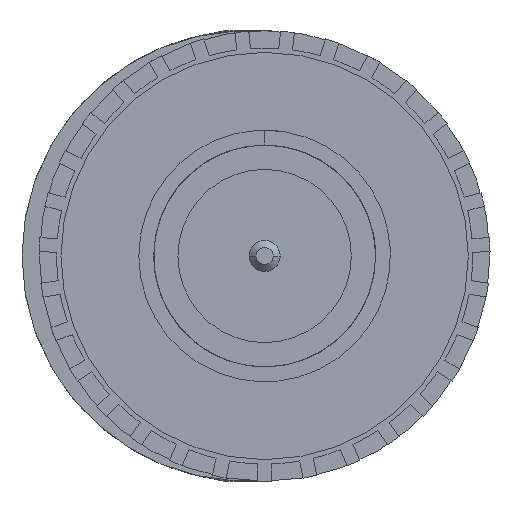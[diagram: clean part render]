
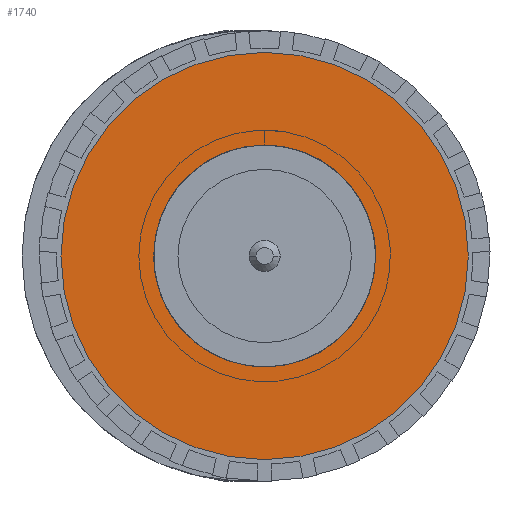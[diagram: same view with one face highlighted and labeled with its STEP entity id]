
A CAD part, front view. The second image highlights one B-rep face of the part: STEP entity #1740.
In plain terms, the highlighted planar face has unit normal (0, -1, 0).
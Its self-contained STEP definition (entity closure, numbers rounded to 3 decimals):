
#564 = CIRCLE ( 'NONE', #7848, 5.875 ) ;
#659 = CIRCLE ( 'NONE', #5080, 3.2 ) ;
#770 = EDGE_CURVE ( 'NONE', #5162, #3287, #659, .T. ) ;
#875 = CARTESIAN_POINT ( 'NONE',  ( 0., -8.7, 0. ) ) ;
#879 = AXIS2_PLACEMENT_3D ( 'NONE', #979, #8457, #1010 ) ;
#924 = ORIENTED_EDGE ( 'NONE', *, *, #6531, .T. ) ;
#979 = CARTESIAN_POINT ( 'NONE',  ( 0., -8.7, 0. ) ) ;
#1010 = DIRECTION ( 'NONE',  ( 0., 0., -1. ) ) ;
#1575 = DIRECTION ( 'NONE',  ( 0., 0., -1. ) ) ;
#1659 = AXIS2_PLACEMENT_3D ( 'NONE', #875, #5846, #1575 ) ;
#1740 = ADVANCED_FACE ( 'NONE', ( #2956, #4857 ), #7376, .T. ) ;
#2005 = DIRECTION ( 'NONE',  ( 0., -1., 0. ) ) ;
#2087 = VERTEX_POINT ( 'NONE', #7263 ) ;
#2315 = EDGE_LOOP ( 'NONE', ( #6591, #8328 ) ) ;
#2599 = CARTESIAN_POINT ( 'NONE',  ( 0., -8.7, 0. ) ) ;
#2848 = DIRECTION ( 'NONE',  ( 0., 0., -1. ) ) ;
#2956 = FACE_BOUND ( 'NONE', #2315, .T. ) ;
#3287 = VERTEX_POINT ( 'NONE', #8571 ) ;
#3751 = EDGE_CURVE ( 'NONE', #3287, #5162, #8790, .T. ) ;
#4053 = EDGE_LOOP ( 'NONE', ( #6560, #924 ) ) ;
#4446 = CARTESIAN_POINT ( 'NONE',  ( 0., -8.7, 0. ) ) ;
#4714 = VERTEX_POINT ( 'NONE', #7550 ) ;
#4857 = FACE_OUTER_BOUND ( 'NONE', #4053, .T. ) ;
#5080 = AXIS2_PLACEMENT_3D ( 'NONE', #4446, #5502, #2848 ) ;
#5162 = VERTEX_POINT ( 'NONE', #5178 ) ;
#5178 = CARTESIAN_POINT ( 'NONE',  ( 0., -8.7, 3.2 ) ) ;
#5335 = AXIS2_PLACEMENT_3D ( 'NONE', #2599, #8329, #8502 ) ;
#5502 = DIRECTION ( 'NONE',  ( 0., -1., 0. ) ) ;
#5846 = DIRECTION ( 'NONE',  ( 0., -1., 0. ) ) ;
#6254 = CARTESIAN_POINT ( 'NONE',  ( 0., -8.7, 0. ) ) ;
#6431 = EDGE_CURVE ( 'NONE', #2087, #4714, #8757, .T. ) ;
#6531 = EDGE_CURVE ( 'NONE', #4714, #2087, #564, .T. ) ;
#6560 = ORIENTED_EDGE ( 'NONE', *, *, #6431, .T. ) ;
#6591 = ORIENTED_EDGE ( 'NONE', *, *, #3751, .F. ) ;
#6977 = DIRECTION ( 'NONE',  ( 0., 0., -1. ) ) ;
#7263 = CARTESIAN_POINT ( 'NONE',  ( 0., -8.7, 5.875 ) ) ;
#7376 = PLANE ( 'NONE',  #5335 ) ;
#7550 = CARTESIAN_POINT ( 'NONE',  ( 0., -8.7, -5.875 ) ) ;
#7848 = AXIS2_PLACEMENT_3D ( 'NONE', #6254, #2005, #6977 ) ;
#8328 = ORIENTED_EDGE ( 'NONE', *, *, #770, .F. ) ;
#8329 = DIRECTION ( 'NONE',  ( 0., -1., 0. ) ) ;
#8457 = DIRECTION ( 'NONE',  ( 0., -1., 0. ) ) ;
#8502 = DIRECTION ( 'NONE',  ( 0., 0., -1. ) ) ;
#8571 = CARTESIAN_POINT ( 'NONE',  ( 0., -8.7, -3.2 ) ) ;
#8757 = CIRCLE ( 'NONE', #1659, 5.875 ) ;
#8790 = CIRCLE ( 'NONE', #879, 3.2 ) ;
